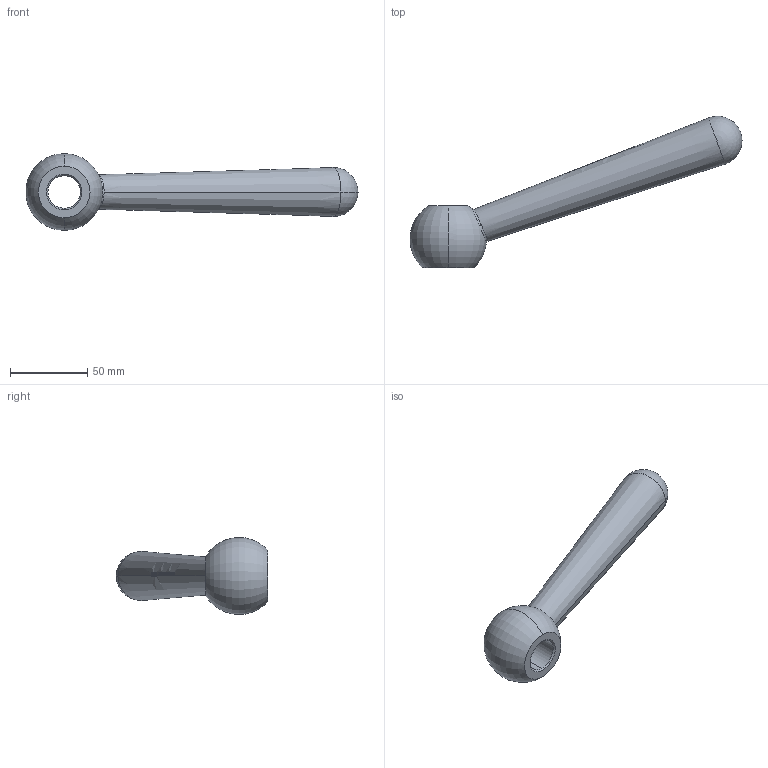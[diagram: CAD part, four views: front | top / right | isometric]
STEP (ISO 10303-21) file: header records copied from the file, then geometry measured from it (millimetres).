
FILE_DESCRIPTION (( 'STEP AP214' ), '1' );
FILE_NAME ('02586-Grip Steel M24.STEP', '2018-08-02T22:35:43', ( '' ), ( '' ), 'SwSTEP 2.0', 'SolidWorks 2018', '' );
FILE_SCHEMA (( 'AUTOMOTIVE_DESIGN' ));
Length unit declared in the file: millimetre
Products named in the file (1): 02586-Grip Steel M24
Bounding box: 214.82 x 97.98 x 49.8 mm (x, y, z)
Volume: 150073.7 mm3; surface area: 24628 mm2
Topology: 1 solids, 1 shells, 297 faces, 822 edges, 546 vertices
Faces by surface type: bspline 245, cone 44, cylinder 2, plane 2, torus 2, sphere 2
Entity records: 29201 total; most frequent: CARTESIAN_POINT 23849, ORIENTED_EDGE 1634, EDGE_CURVE 817, B_SPLINE_CURVE_WITH_KNOTS 771, VERTEX_POINT 543, EDGE_LOOP 320, FACE_OUTER_BOUND 297, ADVANCED_FACE 297
